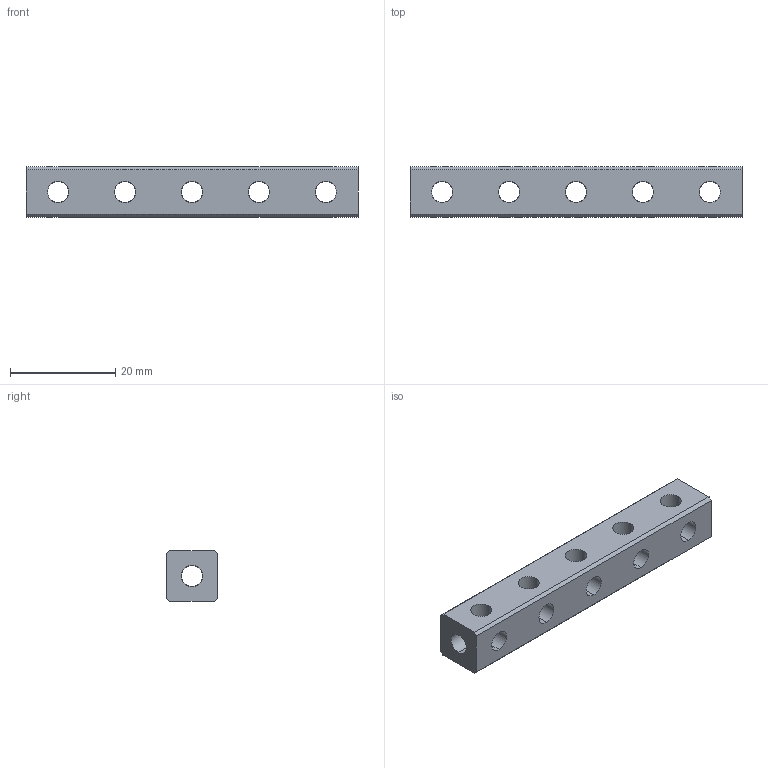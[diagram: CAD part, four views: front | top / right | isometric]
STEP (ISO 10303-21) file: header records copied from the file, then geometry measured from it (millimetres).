
FILE_DESCRIPTION (( 'STEP AP203' ), '1' );
FILE_NAME ('REV-21-3422_RevA.STEP', '2023-09-21T16:21:56', ( '' ), ( '' ), 'SwSTEP 2.0', 'SolidWorks 2022', '' );
FILE_SCHEMA (( 'CONFIG_CONTROL_DESIGN' ));
Length unit declared in the file: millimetre
Products named in the file (1): REV-21-3422_RevA
Bounding box: 62.99 x 9.53 x 9.53 mm (x, y, z)
Volume: 4114.5 mm3; surface area: 3530.1 mm2
Topology: 1 solids, 1 shells, 62 faces, 220 edges, 140 vertices
Faces by surface type: cylinder 56, plane 6
Entity records: 2497 total; most frequent: CARTESIAN_POINT 723, ORIENTED_EDGE 440, DIRECTION 298, EDGE_CURVE 220, VERTEX_POINT 140, AXIS2_PLACEMENT_3D 115, EDGE_LOOP 84, VECTOR 68
